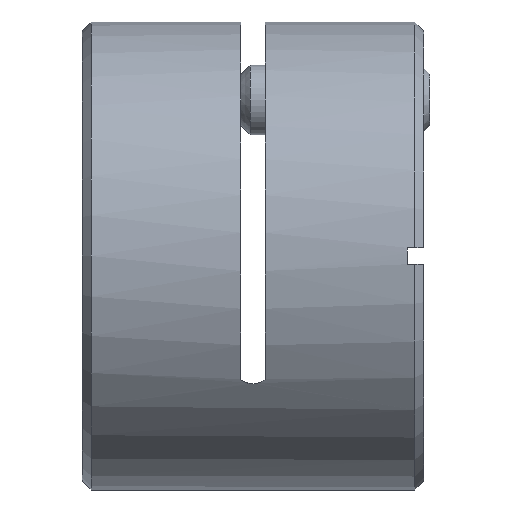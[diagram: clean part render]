
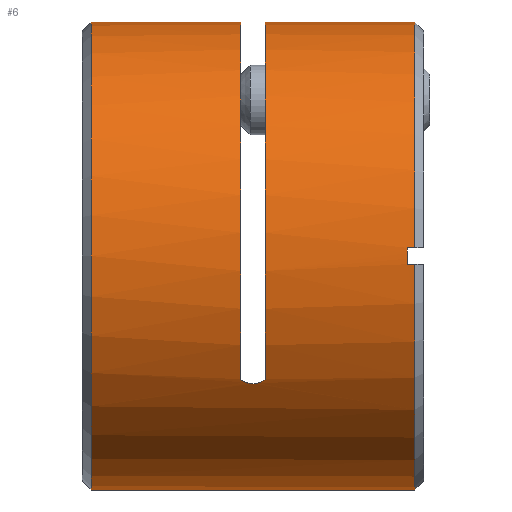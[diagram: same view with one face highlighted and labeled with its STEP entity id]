
A CAD part, front view. The second image highlights one B-rep face of the part: STEP entity #6.
In plain terms, the highlighted cylindrical face has radius 9.525 mm (diameter 19.05 mm), a partial arc.
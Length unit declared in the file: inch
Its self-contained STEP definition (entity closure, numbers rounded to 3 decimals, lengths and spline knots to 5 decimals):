
#6 = ADVANCED_FACE ( 'CYL_0', ( #1126 ), #661, .T. ) ;
#25 = DIRECTION ( 'NONE',  ( 0., 0., -1. ) ) ;
#54 = ORIENTED_EDGE ( 'NONE', *, *, #164, .F. ) ;
#63 = EDGE_CURVE ( 'NONE', #449, #1169, #1200, .T. ) ;
#76 = AXIS2_PLACEMENT_3D ( 'NONE', #1288, #763, #1650 ) ;
#125 = ORIENTED_EDGE ( 'NONE', *, *, #1520, .T. ) ;
#138 = CARTESIAN_POINT ( 'NONE',  ( 0.52067, 0., 0. ) ) ;
#164 = EDGE_CURVE ( 'NONE', #1051, #1638, #838, .T. ) ;
#181 = DIRECTION ( 'NONE',  ( 0., 0., 1. ) ) ;
#192 = DIRECTION ( 'NONE',  ( -1., 0., 0. ) ) ;
#202 = VERTEX_POINT ( 'NONE', #488 ) ;
#228 = VERTEX_POINT ( 'NONE', #1552 ) ;
#237 = CARTESIAN_POINT ( 'NONE',  ( 0.25635, 0.31745, 0.19964 ) ) ;
#244 = VERTEX_POINT ( 'NONE', #748 ) ;
#277 = CIRCLE ( 'NONE', #1056, 0.375 ) ;
#293 = EDGE_CURVE ( 'NONE', #244, #1545, #1559, .T. ) ;
#328 = B_SPLINE_CURVE_WITH_KNOTS ( 'NONE', 3,
 ( #1006, #1510, #1633, #712, #997, #1613 ),
 .UNSPECIFIED., .F., .F.,
 ( 4, 2, 4 ),
 ( 0.00056, 0.00084, 0.00112 ),
 .UNSPECIFIED. ) ;
#338 = AXIS2_PLACEMENT_3D ( 'NONE', #366, #884, #876 ) ;
#345 = EDGE_CURVE ( 'NONE', #202, #1545, #777, .T. ) ;
#366 = CARTESIAN_POINT ( 'NONE',  ( 0.29325, 0., 0. ) ) ;
#392 = EDGE_LOOP ( 'NONE', ( #1493, #1404, #427, #500, #643, #603, #125, #54, #515, #402, #594, #1026, #675 ) ) ;
#395 = CIRCLE ( 'NONE', #338, 0.375 ) ;
#402 = ORIENTED_EDGE ( 'NONE', *, *, #345, .T. ) ;
#410 = CARTESIAN_POINT ( 'NONE',  ( 0.53286, 0., 0. ) ) ;
#420 = CARTESIAN_POINT ( 'NONE',  ( 0.2735, 0.31415, 0.20479 ) ) ;
#427 = ORIENTED_EDGE ( 'NONE', *, *, #768, .F. ) ;
#429 = CARTESIAN_POINT ( 'NONE',  ( 0.53286, 0., -0.375 ) ) ;
#449 = VERTEX_POINT ( 'NONE', #1163 ) ;
#488 = CARTESIAN_POINT ( 'NONE',  ( 0.53286, 0., 0.375 ) ) ;
#494 = LINE ( 'NONE', #601, #513 ) ;
#500 = ORIENTED_EDGE ( 'NONE', *, *, #1184, .F. ) ;
#513 = VECTOR ( 'NONE', #1359, 39.37008 ) ;
#515 = ORIENTED_EDGE ( 'NONE', *, *, #1318, .F. ) ;
#531 = VECTOR ( 'NONE', #1095, 39.37008 ) ;
#545 = DIRECTION ( 'NONE',  ( -1., 0., 0. ) ) ;
#558 = DIRECTION ( 'NONE',  ( 1., 0., 0. ) ) ;
#562 = VECTOR ( 'NONE', #913, 39.37008 ) ;
#579 = CARTESIAN_POINT ( 'NONE',  ( 0.01414, 0., 0.375 ) ) ;
#587 = EDGE_CURVE ( 'NONE', #228, #1055, #633, .T. ) ;
#589 = CARTESIAN_POINT ( 'NONE',  ( 0.53286, 0.37477, 0.01317 ) ) ;
#594 = ORIENTED_EDGE ( 'NONE', *, *, #293, .F. ) ;
#601 = CARTESIAN_POINT ( 'NONE',  ( 0., 0.37477, -0.01317 ) ) ;
#603 = ORIENTED_EDGE ( 'NONE', *, *, #63, .F. ) ;
#611 = VECTOR ( 'NONE', #558, 39.37008 ) ;
#633 = CIRCLE ( 'NONE', #1111, 0.375 ) ;
#639 = VERTEX_POINT ( 'NONE', #1367 ) ;
#643 = ORIENTED_EDGE ( 'NONE', *, *, #702, .F. ) ;
#644 = DIRECTION ( 'NONE',  ( 0., 0., 1. ) ) ;
#655 = CARTESIAN_POINT ( 'NONE',  ( 0., 0., -0.375 ) ) ;
#661 = CYLINDRICAL_SURFACE ( 'NONE', #1452, 0.375 ) ;
#675 = ORIENTED_EDGE ( 'NONE', *, *, #1159, .F. ) ;
#696 = DIRECTION ( 'NONE',  ( 0., 0., 1. ) ) ;
#702 = EDGE_CURVE ( 'NONE', #1169, #940, #1488, .T. ) ;
#704 = CARTESIAN_POINT ( 'NONE',  ( 0., 0., -0.375 ) ) ;
#712 = CARTESIAN_POINT ( 'NONE',  ( 0.2876, 0.31626, 0.20151 ) ) ;
#720 = VECTOR ( 'NONE', #545, 39.37008 ) ;
#748 = CARTESIAN_POINT ( 'NONE',  ( 0.52067, 0.37477, 0.01317 ) ) ;
#763 = DIRECTION ( 'NONE',  ( 1., 0., 0. ) ) ;
#768 = EDGE_CURVE ( 'NONE', #639, #874, #395, .T. ) ;
#777 = CIRCLE ( 'NONE', #854, 0.375 ) ;
#815 = EDGE_CURVE ( 'NONE', #1055, #874, #1280, .T. ) ;
#838 = CIRCLE ( 'NONE', #1057, 0.375 ) ;
#854 = AXIS2_PLACEMENT_3D ( 'NONE', #410, #1314, #181 ) ;
#874 = VERTEX_POINT ( 'NONE', #1423 ) ;
#876 = DIRECTION ( 'NONE',  ( 0., 0., -1. ) ) ;
#884 = DIRECTION ( 'NONE',  ( -1., 0., 0. ) ) ;
#911 = CARTESIAN_POINT ( 'NONE',  ( 0., 0., 0. ) ) ;
#913 = DIRECTION ( 'NONE',  ( -1., 0., 0. ) ) ;
#940 = VERTEX_POINT ( 'NONE', #420 ) ;
#947 = EDGE_CURVE ( 'NONE', #244, #1515, #277, .T. ) ;
#956 = LINE ( 'NONE', #704, #531 ) ;
#979 = CARTESIAN_POINT ( 'NONE',  ( 0.2735, 0.31415, 0.20479 ) ) ;
#995 = CARTESIAN_POINT ( 'NONE',  ( 0.26612, 0.3146, 0.20409 ) ) ;
#997 = CARTESIAN_POINT ( 'NONE',  ( 0.29065, 0.31745, 0.19964 ) ) ;
#1004 = CARTESIAN_POINT ( 'NONE',  ( 0.01414, 0., -0.375 ) ) ;
#1006 = CARTESIAN_POINT ( 'NONE',  ( 0.2735, 0.31415, 0.20479 ) ) ;
#1014 = LINE ( 'NONE', #1022, #720 ) ;
#1022 = CARTESIAN_POINT ( 'NONE',  ( 0., 0., 0.375 ) ) ;
#1026 = ORIENTED_EDGE ( 'NONE', *, *, #947, .T. ) ;
#1051 = VERTEX_POINT ( 'NONE', #579 ) ;
#1055 = VERTEX_POINT ( 'NONE', #429 ) ;
#1056 = AXIS2_PLACEMENT_3D ( 'NONE', #138, #1178, #25 ) ;
#1057 = AXIS2_PLACEMENT_3D ( 'NONE', #1647, #1117, #1275 ) ;
#1095 = DIRECTION ( 'NONE',  ( -1., 0., 0. ) ) ;
#1111 = AXIS2_PLACEMENT_3D ( 'NONE', #1336, #192, #696 ) ;
#1117 = DIRECTION ( 'NONE',  ( -1., 0., 0. ) ) ;
#1126 = FACE_OUTER_BOUND ( 'NONE', #392, .T. ) ;
#1159 = EDGE_CURVE ( 'NONE', #228, #1515, #494, .T. ) ;
#1163 = CARTESIAN_POINT ( 'NONE',  ( 0.25375, 0., -0.375 ) ) ;
#1169 = VERTEX_POINT ( 'NONE', #1228 ) ;
#1178 = DIRECTION ( 'NONE',  ( -1., 0., 0. ) ) ;
#1179 = CARTESIAN_POINT ( 'NONE',  ( 0., 0.37477, 0.01317 ) ) ;
#1184 = EDGE_CURVE ( 'NONE', #940, #639, #328, .T. ) ;
#1200 = CIRCLE ( 'NONE', #76, 0.375 ) ;
#1209 = CARTESIAN_POINT ( 'NONE',  ( 0.52067, 0.37477, -0.01317 ) ) ;
#1228 = CARTESIAN_POINT ( 'NONE',  ( 0.25375, 0.31886, 0.19737 ) ) ;
#1275 = DIRECTION ( 'NONE',  ( 0., 0., 1. ) ) ;
#1280 = LINE ( 'NONE', #655, #562 ) ;
#1288 = CARTESIAN_POINT ( 'NONE',  ( 0.25375, 0., 0. ) ) ;
#1314 = DIRECTION ( 'NONE',  ( -1., 0., 0. ) ) ;
#1318 = EDGE_CURVE ( 'NONE', #202, #1051, #1014, .T. ) ;
#1336 = CARTESIAN_POINT ( 'NONE',  ( 0.53286, 0., 0. ) ) ;
#1359 = DIRECTION ( 'NONE',  ( -1., 0., 0. ) ) ;
#1367 = CARTESIAN_POINT ( 'NONE',  ( 0.29325, 0.31886, 0.19737 ) ) ;
#1403 = DIRECTION ( 'NONE',  ( -1., 0., 0. ) ) ;
#1404 = ORIENTED_EDGE ( 'NONE', *, *, #815, .T. ) ;
#1423 = CARTESIAN_POINT ( 'NONE',  ( 0.29325, 0., -0.375 ) ) ;
#1452 = AXIS2_PLACEMENT_3D ( 'NONE', #911, #1403, #644 ) ;
#1488 = B_SPLINE_CURVE_WITH_KNOTS ( 'NONE', 3,
 ( #1655, #237, #1501, #995, #1509, #979 ),
 .UNSPECIFIED., .F., .F.,
 ( 4, 2, 4 ),
 ( 0., 0.00028, 0.00056 ),
 .UNSPECIFIED. ) ;
#1493 = ORIENTED_EDGE ( 'NONE', *, *, #587, .T. ) ;
#1501 = CARTESIAN_POINT ( 'NONE',  ( 0.25938, 0.31627, 0.2015 ) ) ;
#1509 = CARTESIAN_POINT ( 'NONE',  ( 0.26981, 0.31415, 0.20479 ) ) ;
#1510 = CARTESIAN_POINT ( 'NONE',  ( 0.27719, 0.31415, 0.20479 ) ) ;
#1515 = VERTEX_POINT ( 'NONE', #1209 ) ;
#1520 = EDGE_CURVE ( 'NONE', #449, #1638, #956, .T. ) ;
#1545 = VERTEX_POINT ( 'NONE', #589 ) ;
#1552 = CARTESIAN_POINT ( 'NONE',  ( 0.53286, 0.37477, -0.01317 ) ) ;
#1559 = LINE ( 'NONE', #1179, #611 ) ;
#1613 = CARTESIAN_POINT ( 'NONE',  ( 0.29325, 0.31886, 0.19737 ) ) ;
#1633 = CARTESIAN_POINT ( 'NONE',  ( 0.28089, 0.31461, 0.20408 ) ) ;
#1638 = VERTEX_POINT ( 'NONE', #1004 ) ;
#1647 = CARTESIAN_POINT ( 'NONE',  ( 0.01414, 0., 0. ) ) ;
#1650 = DIRECTION ( 'NONE',  ( 0., 0., 1. ) ) ;
#1655 = CARTESIAN_POINT ( 'NONE',  ( 0.25375, 0.31886, 0.19737 ) ) ;
